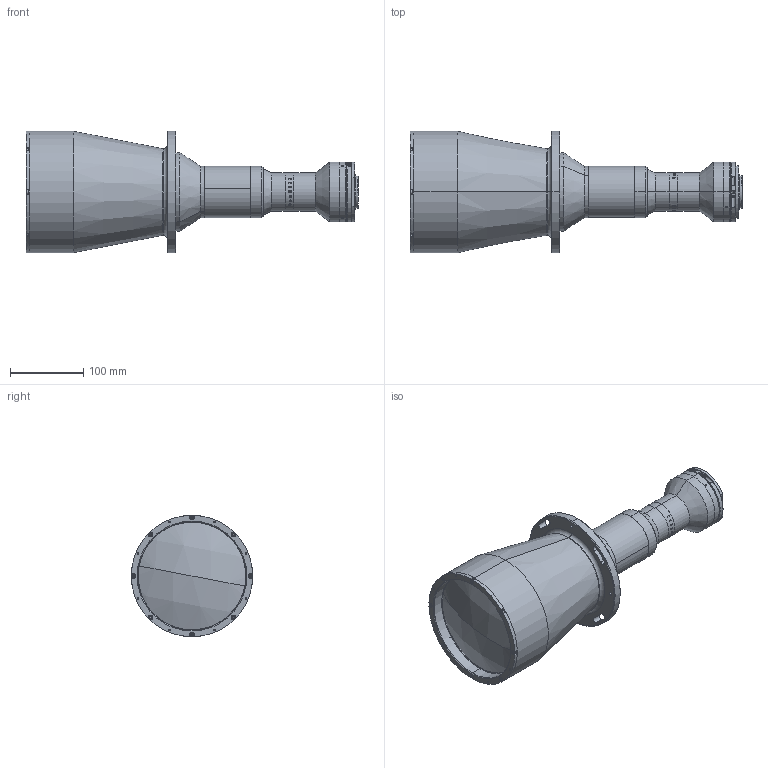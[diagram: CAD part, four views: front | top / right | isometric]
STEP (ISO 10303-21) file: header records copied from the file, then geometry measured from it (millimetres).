
FILE_DESCRIPTION (( 'STEP AP203' ), '1' );
FILE_NAME ('XF-PTL13732-F.STEP', '2019-07-22T08:35:42', ( 'lawlynn' ), ( '' ), 'SwSTEP 2.0', 'SolidWorks 2014', '' );
FILE_SCHEMA (( 'CONFIG_CONTROL_DESIGN' ));
Length unit declared in the file: millimetre
Products named in the file (1): XF-PTL13732-F
Bounding box: 453.85 x 166 x 166 mm (x, y, z)
Surface area: 246849.5 mm2 (no closed solid volume)
Topology: 0 solids, 41 shells, 332 faces, 1411 edges, 1112 vertices
Faces by surface type: cylinder 144, plane 121, cone 44, torus 16, sphere 4, bspline 3
Entity records: 20302 total; most frequent: CARTESIAN_POINT 8805, DIRECTION 2375, ORIENTED_EDGE 2059, EDGE_CURVE 1407, VERTEX_POINT 1112, AXIS2_PLACEMENT_3D 910, CIRCLE 580, VECTOR 555
